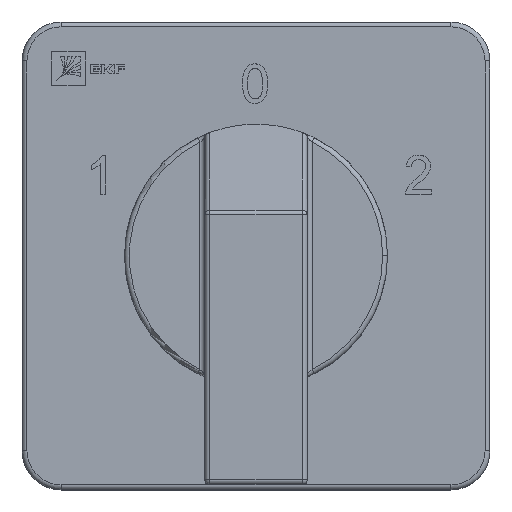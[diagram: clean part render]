
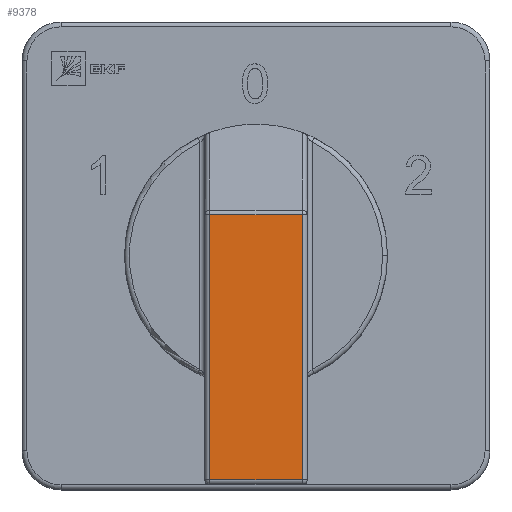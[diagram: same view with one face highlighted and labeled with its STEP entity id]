
A CAD part, top view. The second image highlights one B-rep face of the part: STEP entity #9378.
In plain terms, the highlighted planar face has unit normal (0, 0, 1).
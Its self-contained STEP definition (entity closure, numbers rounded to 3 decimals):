
#803 = DIRECTION ( 'NONE',  ( 0., 1., 0. ) ) ;
#961 = VERTEX_POINT ( 'NONE', #2807 ) ;
#1236 = EDGE_LOOP ( 'NONE', ( #4788, #3712, #6770, #6197 ) ) ;
#1872 = EDGE_CURVE ( 'NONE', #10342, #15727, #6391, .T. ) ;
#2071 = EDGE_CURVE ( 'NONE', #961, #12729, #9385, .T. ) ;
#2807 = CARTESIAN_POINT ( 'NONE',  ( 4.75, 4.203, 23.5 ) ) ;
#3226 = CARTESIAN_POINT ( 'NONE',  ( 5.25, 4.5, 23.5 ) ) ;
#3273 = CARTESIAN_POINT ( 'NONE',  ( -4.75, -23., 23.5 ) ) ;
#3712 = ORIENTED_EDGE ( 'NONE', *, *, #2071, .T. ) ;
#4030 = CARTESIAN_POINT ( 'NONE',  ( -4.75, -23.5, 23.5 ) ) ;
#4552 = CARTESIAN_POINT ( 'NONE',  ( 5.25, 4.203, 23.5 ) ) ;
#4788 = ORIENTED_EDGE ( 'NONE', *, *, #15879, .T. ) ;
#4833 = CARTESIAN_POINT ( 'NONE',  ( 4.75, 4.5, 23.5 ) ) ;
#5185 = DIRECTION ( 'NONE',  ( 1., 0., 0. ) ) ;
#6197 = ORIENTED_EDGE ( 'NONE', *, *, #1872, .T. ) ;
#6391 = LINE ( 'NONE', #12905, #6964 ) ;
#6770 = ORIENTED_EDGE ( 'NONE', *, *, #7133, .T. ) ;
#6964 = VECTOR ( 'NONE', #5185, 1000. ) ;
#7133 = EDGE_CURVE ( 'NONE', #12729, #10342, #13279, .T. ) ;
#7180 = CARTESIAN_POINT ( 'NONE',  ( 4.75, -23., 23.5 ) ) ;
#8812 = DIRECTION ( 'NONE',  ( 0., 1., 0. ) ) ;
#9124 = VECTOR ( 'NONE', #8812, 1000. ) ;
#9378 = ADVANCED_FACE ( 'NONE', ( #14228 ), #14743, .F. ) ;
#9385 = LINE ( 'NONE', #4552, #11197 ) ;
#10342 = VERTEX_POINT ( 'NONE', #3273 ) ;
#11197 = VECTOR ( 'NONE', #14564, 1000. ) ;
#11789 = CARTESIAN_POINT ( 'NONE',  ( -4.75, 4.203, 23.5 ) ) ;
#11897 = DIRECTION ( 'NONE',  ( 0., -1., 0. ) ) ;
#12192 = DIRECTION ( 'NONE',  ( 0., 0., -1. ) ) ;
#12729 = VERTEX_POINT ( 'NONE', #11789 ) ;
#12905 = CARTESIAN_POINT ( 'NONE',  ( 5.25, -23., 23.5 ) ) ;
#13229 = AXIS2_PLACEMENT_3D ( 'NONE', #3226, #12192, #803 ) ;
#13279 = LINE ( 'NONE', #4030, #16468 ) ;
#14228 = FACE_OUTER_BOUND ( 'NONE', #1236, .T. ) ;
#14564 = DIRECTION ( 'NONE',  ( -1., 0., 0. ) ) ;
#14743 = PLANE ( 'NONE',  #13229 ) ;
#15727 = VERTEX_POINT ( 'NONE', #7180 ) ;
#15879 = EDGE_CURVE ( 'NONE', #15727, #961, #16307, .T. ) ;
#16307 = LINE ( 'NONE', #4833, #9124 ) ;
#16468 = VECTOR ( 'NONE', #11897, 1000. ) ;
